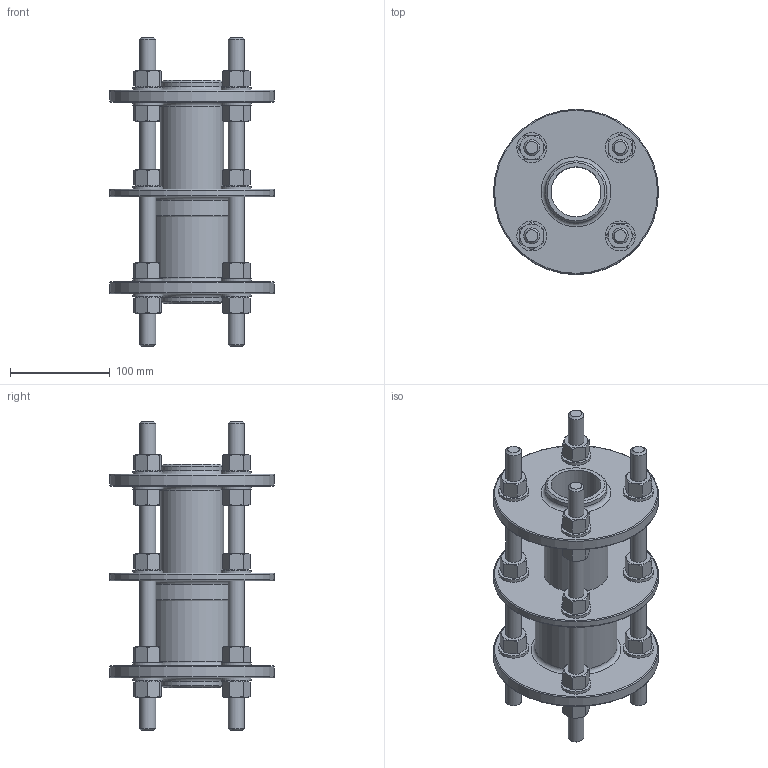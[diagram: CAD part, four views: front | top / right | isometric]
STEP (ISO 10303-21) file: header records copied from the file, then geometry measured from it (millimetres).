
FILE_DESCRIPTION(/* description */ (''),/* implementation_level */ '2;1');
FILE_NAME(/* name */ 'DN50_3D_STEP.stp',/* time_stamp */ '2025-09-10T23:42:06+03:00',/* author */ ('igorr'),/* organization */ (''),/* preprocessor_version */ 'ST-DEVELOPER v20',/* originating_system */ 'Autodesk Inventor 2025',/* authorisation */ '');
FILE_SCHEMA (('AUTOMOTIVE_DESIGN { 1 0 10303 214 3 1 1 }'));
Length unit declared in the file: millimetre
Products named in the file (4): Сборка; Деталь; ANSI B18.2.4.2M - M16x2; DIN 126 - 17,5
Assembly tree (41 placements, depth 2):
  Сборка
    Деталь
    ANSI B18.2.4.2M - M16x2  x20
    DIN 126 - 17,5  x20
Bounding box: 165 x 165 x 310 mm (x, y, z)
Volume: 1436348.5 mm3; surface area: 355787.1 mm2
Topology: 45 solids, 45 shells, 697 faces, 1504 edges, 909 vertices
Faces by surface type: cone 291, plane 269, cylinder 92, bspline 29, torus 16
Full cylindrical faces by diameter (mm): 13.835 x20, 16 x4, 17 x12, 17.5 x20, 30 x20, 50 x1, 62 x2, 64 x1, 82 x1, 83 x1, 97 x1, 165 x3
Entity records: 6417 total; most frequent: CARTESIAN_POINT 1652, DIRECTION 902, ORIENTED_EDGE 872, EDGE_CURVE 436, AXIS2_PLACEMENT_3D 350, VERTEX_POINT 282, EDGE_LOOP 230, LINE 202
